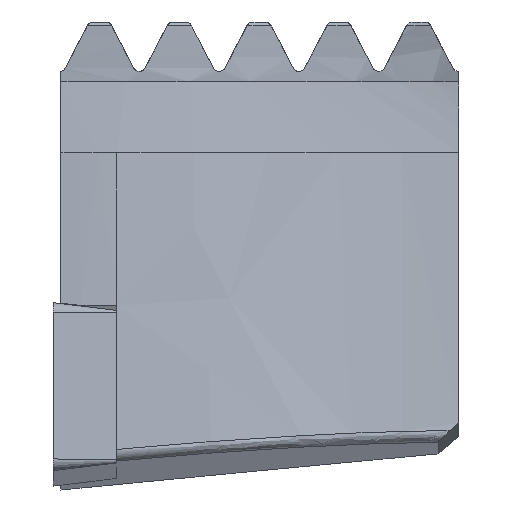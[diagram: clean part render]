
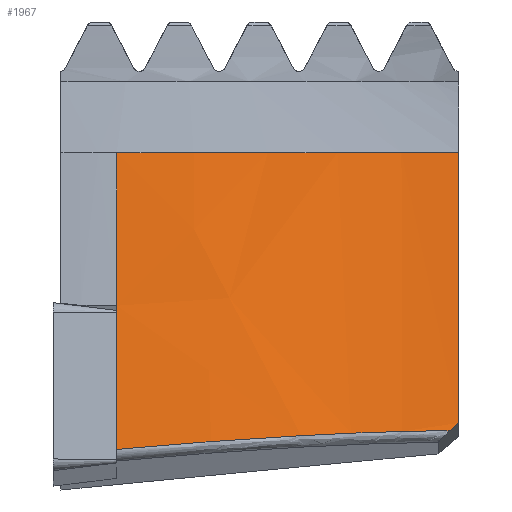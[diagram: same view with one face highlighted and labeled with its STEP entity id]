
A CAD part, left-side view. The second image highlights one B-rep face of the part: STEP entity #1967.
In plain terms, the highlighted free-form (B-spline) face has degree [1, 3] with [2, 4] control points.
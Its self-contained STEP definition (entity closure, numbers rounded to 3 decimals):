
#1519=VERTEX_POINT('NONE',#3957);
#1957=VERTEX_POINT('NONE',#4429);
#1967=ADVANCED_FACE('NONE',(#4441),#4442,.T.);
#2047=EDGE_CURVE('NONE',#3555,#3145,#4530,.T.);
#2303=VERTEX_POINT('NONE',#4811);
#2391=EDGE_CURVE('NONE',#1519,#1957,#4907,.T.);
#2441=EDGE_CURVE('NONE',#2303,#3145,#4964,.T.);
#2547=VERTEX_POINT('NONE',#5082);
#2699=EDGE_CURVE('NONE',#2303,#1957,#5243,.T.);
#3145=VERTEX_POINT('NONE',#5732);
#3151=EDGE_CURVE('NONE',#3555,#2547,#5740,.T.);
#3457=EDGE_CURVE('NONE',#2547,#1519,#6083,.T.);
#3555=VERTEX_POINT('NONE',#6191);
#3957=CARTESIAN_POINT('',(13.037,-30.46,4.749));
#4429=CARTESIAN_POINT('',(16.07,-30.46,25.066));
#4441=FACE_OUTER_BOUND('',#8339,.T.);
#4442=(B_SPLINE_SURFACE(1,3,((#8341,#8342,#8343,#8344),(#8345,#8346,#8347,#8348)),.UNSPECIFIED.,.F.,.F.,.F.)B_SPLINE_SURFACE_WITH_KNOTS((2,2),(4,4),(0.0,0.994),(0.0,0.994),.UNSPECIFIED.)RATIONAL_B_SPLINE_SURFACE(((1.0,0.957,0.957,0.999),(1.0,0.957,0.957,0.999)))BOUNDED_SURFACE()REPRESENTATION_ITEM('')GEOMETRIC_REPRESENTATION_ITEM()SURFACE());
#4530=LINE('',#8590,#8591);
#4811=CARTESIAN_POINT('',(3.238,-4.76,25.066));
#4907=B_SPLINE_CURVE_WITH_KNOTS('',3,(#10275,#10276,#10277,#10278,#10279,#10280,#10281,#10282,#10283,#10284,#10285,#10286,#10287,#10288,#10289,#10290,#10291,#10292,#10293),.UNSPECIFIED.,.F.,.F.,(4,3,3,3,3,3,4),(0.002,0.005,0.01,0.012,0.015,0.019,0.023),.UNSPECIFIED.);
#4964=B_SPLINE_CURVE_WITH_KNOTS('',1,(#10405,#10406),.UNSPECIFIED.,.F.,.F.,(2,2),(0.0,0.512),.UNSPECIFIED.);
#5082=CARTESIAN_POINT('',(12.347,-29.82,4.178));
#5243=CIRCLE('',#11124,40.989);
#5732=CARTESIAN_POINT('',(2.029,-4.76,13.568));
#5740=B_SPLINE_CURVE_WITH_KNOTS('',3,(#12473,#12474,#12475,#12476,#12477,#12478,#12479,#12480,#12481,#12482,#12483,#12484,#12485),.UNSPECIFIED.,.F.,.F.,(4,3,3,3,4),(0.0,0.2,0.653,0.834,1.0),.UNSPECIFIED.);
#6083=B_SPLINE_CURVE_WITH_KNOTS('',3,(#13194,#13195,#13196,#13197),.UNSPECIFIED.,.F.,.F.,(4,4),(0.003,0.004),.UNSPECIFIED.);
#6191=CARTESIAN_POINT('',(0.893,-4.76,2.76));
#8339=EDGE_LOOP('',(#14407,#14408,#14409,#14410,#14411,#14412));
#8341=CARTESIAN_POINT('',(3.238,-4.76,25.066));
#8342=CARTESIAN_POINT('',(4.286,-14.701,25.066));
#8343=CARTESIAN_POINT('',(8.752,-23.647,25.066));
#8344=CARTESIAN_POINT('',(16.07,-30.46,25.066));
#8345=CARTESIAN_POINT('',(0.893,-4.76,2.76));
#8346=CARTESIAN_POINT('',(1.942,-15.273,2.76));
#8347=CARTESIAN_POINT('',(6.608,-24.754,2.76));
#8348=CARTESIAN_POINT('',(14.302,-31.999,2.76));
#8590=CARTESIAN_POINT('',(4.292,-4.76,35.1));
#8591=VECTOR('',#14547,1000.0);
#10275=CARTESIAN_POINT('',(13.037,-30.46,4.749));
#10276=CARTESIAN_POINT('',(13.17,-30.46,5.664));
#10277=CARTESIAN_POINT('',(13.304,-30.46,6.578));
#10278=CARTESIAN_POINT('',(13.438,-30.46,7.493));
#10279=CARTESIAN_POINT('',(13.675,-30.46,9.115));
#10280=CARTESIAN_POINT('',(13.914,-30.46,10.736));
#10281=CARTESIAN_POINT('',(14.155,-30.46,12.358));
#10282=CARTESIAN_POINT('',(14.275,-30.46,13.169));
#10283=CARTESIAN_POINT('',(14.395,-30.46,13.979));
#10284=CARTESIAN_POINT('',(14.516,-30.46,14.79));
#10285=CARTESIAN_POINT('',(14.637,-30.46,15.601));
#10286=CARTESIAN_POINT('',(14.759,-30.46,16.411));
#10287=CARTESIAN_POINT('',(14.88,-30.46,17.222));
#10288=CARTESIAN_POINT('',(15.077,-30.46,18.53));
#10289=CARTESIAN_POINT('',(15.274,-30.46,19.837));
#10290=CARTESIAN_POINT('',(15.472,-30.46,21.145));
#10291=CARTESIAN_POINT('',(15.67,-30.46,22.452));
#10292=CARTESIAN_POINT('',(15.87,-30.46,23.759));
#10293=CARTESIAN_POINT('',(16.07,-30.46,25.066));
#10405=CARTESIAN_POINT('',(3.238,-4.76,25.066));
#10406=CARTESIAN_POINT('',(2.029,-4.76,13.568));
#11124=AXIS2_PLACEMENT_3D('',#15307,#15308,#15309);
#12473=CARTESIAN_POINT('',(0.893,-4.76,2.76));
#12474=CARTESIAN_POINT('',(1.096,-6.612,2.931));
#12475=CARTESIAN_POINT('',(1.417,-8.454,3.089));
#12476=CARTESIAN_POINT('',(1.855,-10.268,3.232));
#12477=CARTESIAN_POINT('',(2.846,-14.379,3.556));
#12478=CARTESIAN_POINT('',(4.438,-18.35,3.804));
#12479=CARTESIAN_POINT('',(6.568,-22.015,3.964));
#12480=CARTESIAN_POINT('',(7.417,-23.476,4.028));
#12481=CARTESIAN_POINT('',(8.351,-24.889,4.078));
#12482=CARTESIAN_POINT('',(9.364,-26.244,4.114));
#12483=CARTESIAN_POINT('',(10.294,-27.487,4.147));
#12484=CARTESIAN_POINT('',(11.291,-28.682,4.169));
#12485=CARTESIAN_POINT('',(12.347,-29.82,4.178));
#13194=CARTESIAN_POINT('',(12.347,-29.82,4.178));
#13195=CARTESIAN_POINT('',(12.574,-30.035,4.37));
#13196=CARTESIAN_POINT('',(12.804,-30.248,4.56));
#13197=CARTESIAN_POINT('',(13.037,-30.46,4.749));
#14407=ORIENTED_EDGE('',*,*,#2699,.F.);
#14408=ORIENTED_EDGE('',*,*,#2441,.T.);
#14409=ORIENTED_EDGE('',*,*,#2047,.F.);
#14410=ORIENTED_EDGE('',*,*,#3151,.T.);
#14411=ORIENTED_EDGE('',*,*,#3457,.T.);
#14412=ORIENTED_EDGE('',*,*,#2391,.T.);
#14547=DIRECTION('',(0.105,0.,0.995));
#15307=CARTESIAN_POINT('',(44.0,-0.46,25.066));
#15308=DIRECTION('',(0.,0.0,1.0));
#15309=DIRECTION('',(0.0,-1.0,0.0));
